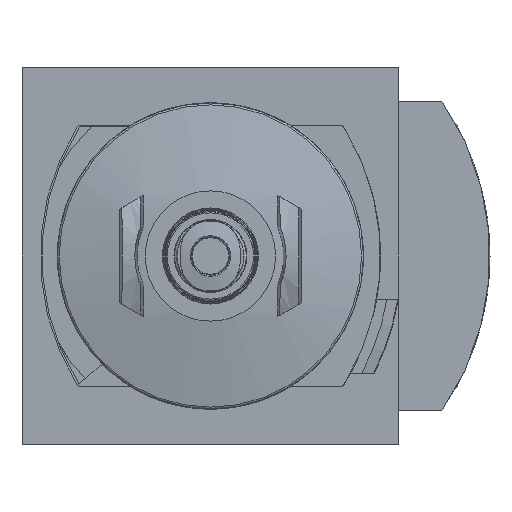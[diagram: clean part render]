
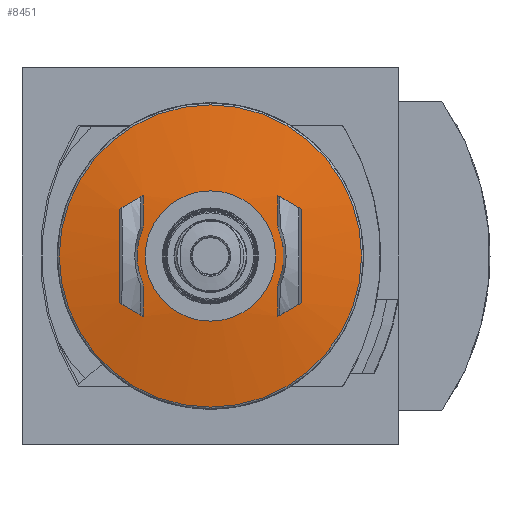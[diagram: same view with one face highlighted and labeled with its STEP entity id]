
A CAD part, front view. The second image highlights one B-rep face of the part: STEP entity #8451.
In plain terms, the highlighted spherical face has radius 108.76 mm.
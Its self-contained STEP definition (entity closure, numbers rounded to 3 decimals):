
#31=SPHERICAL_SURFACE('',#8955,108.76);
#1629=CIRCLE('',#8954,24.871);
#1630=CIRCLE('',#8956,12.055);
#1631=CIRCLE('',#8957,108.372);
#1632=CIRCLE('',#8958,108.117);
#1633=CIRCLE('',#8959,107.834);
#1634=CIRCLE('',#8960,107.453);
#1635=CIRCLE('',#8961,107.834);
#1636=CIRCLE('',#8962,108.117);
#1637=CIRCLE('',#8963,108.372);
#1638=CIRCLE('',#8964,107.834);
#1639=CIRCLE('',#8965,107.453);
#1640=CIRCLE('',#8966,107.834);
#1641=CIRCLE('',#8967,108.117);
#1642=CIRCLE('',#8968,108.372);
#1643=CIRCLE('',#8969,12.055);
#1644=CIRCLE('',#8970,108.372);
#1645=CIRCLE('',#8971,108.117);
#1646=CIRCLE('',#8972,10.724);
#3008=ORIENTED_EDGE('',*,*,#4134,.T.);
#3009=ORIENTED_EDGE('',*,*,#4135,.T.);
#3010=ORIENTED_EDGE('',*,*,#4136,.T.);
#3011=ORIENTED_EDGE('',*,*,#4137,.T.);
#3012=ORIENTED_EDGE('',*,*,#4138,.T.);
#3013=ORIENTED_EDGE('',*,*,#4139,.T.);
#3014=ORIENTED_EDGE('',*,*,#4140,.T.);
#3015=ORIENTED_EDGE('',*,*,#4141,.T.);
#3016=ORIENTED_EDGE('',*,*,#4142,.T.);
#3017=ORIENTED_EDGE('',*,*,#4143,.T.);
#3018=ORIENTED_EDGE('',*,*,#4144,.T.);
#3019=ORIENTED_EDGE('',*,*,#4145,.T.);
#3020=ORIENTED_EDGE('',*,*,#4146,.T.);
#3021=ORIENTED_EDGE('',*,*,#4147,.T.);
#3022=ORIENTED_EDGE('',*,*,#4148,.T.);
#3023=ORIENTED_EDGE('',*,*,#4149,.T.);
#3024=ORIENTED_EDGE('',*,*,#4150,.T.);
#3025=ORIENTED_EDGE('',*,*,#4151,.F.);
#4134=EDGE_CURVE('',#4778,#4778,#1629,.T.);
#4135=EDGE_CURVE('',#4779,#4780,#1630,.F.);
#4136=EDGE_CURVE('',#4780,#4781,#1631,.T.);
#4137=EDGE_CURVE('',#4781,#4782,#1632,.T.);
#4138=EDGE_CURVE('',#4782,#4783,#1633,.T.);
#4139=EDGE_CURVE('',#4783,#4784,#1634,.T.);
#4140=EDGE_CURVE('',#4784,#4785,#1635,.T.);
#4141=EDGE_CURVE('',#4785,#4786,#1636,.T.);
#4142=EDGE_CURVE('',#4786,#4779,#1637,.T.);
#4143=EDGE_CURVE('',#4787,#4788,#1638,.T.);
#4144=EDGE_CURVE('',#4788,#4789,#1639,.T.);
#4145=EDGE_CURVE('',#4789,#4790,#1640,.T.);
#4146=EDGE_CURVE('',#4790,#4791,#1641,.T.);
#4147=EDGE_CURVE('',#4791,#4792,#1642,.T.);
#4148=EDGE_CURVE('',#4792,#4793,#1643,.F.);
#4149=EDGE_CURVE('',#4793,#4794,#1644,.T.);
#4150=EDGE_CURVE('',#4794,#4787,#1645,.T.);
#4151=EDGE_CURVE('',#4795,#4795,#1646,.T.);
#4778=VERTEX_POINT('',#12404);
#4779=VERTEX_POINT('',#12407);
#4780=VERTEX_POINT('',#12408);
#4781=VERTEX_POINT('',#12410);
#4782=VERTEX_POINT('',#12412);
#4783=VERTEX_POINT('',#12414);
#4784=VERTEX_POINT('',#12416);
#4785=VERTEX_POINT('',#12418);
#4786=VERTEX_POINT('',#12420);
#4787=VERTEX_POINT('',#12423);
#4788=VERTEX_POINT('',#12424);
#4789=VERTEX_POINT('',#12426);
#4790=VERTEX_POINT('',#12428);
#4791=VERTEX_POINT('',#12430);
#4792=VERTEX_POINT('',#12432);
#4793=VERTEX_POINT('',#12434);
#4794=VERTEX_POINT('',#12436);
#4795=VERTEX_POINT('',#12439);
#5184=EDGE_LOOP('',(#3008));
#5185=EDGE_LOOP('',(#3009,#3010,#3011,#3012,#3013,#3014,#3015,#3016));
#5186=EDGE_LOOP('',(#3017,#3018,#3019,#3020,#3021,#3022,#3023,#3024));
#5187=EDGE_LOOP('',(#3025));
#5596=FACE_BOUND('',#5184,.T.);
#5597=FACE_BOUND('',#5185,.T.);
#5598=FACE_BOUND('',#5186,.T.);
#5599=FACE_BOUND('',#5187,.T.);
#8451=ADVANCED_FACE('',(#5596,#5597,#5598,#5599),#31,.T.);
#8954=AXIS2_PLACEMENT_3D('',#12403,#10461,#10462);
#8955=AXIS2_PLACEMENT_3D('',#12405,#10463,#10464);
#8956=AXIS2_PLACEMENT_3D('',#12406,#10465,#10466);
#8957=AXIS2_PLACEMENT_3D('',#12409,#10467,#10468);
#8958=AXIS2_PLACEMENT_3D('',#12411,#10469,#10470);
#8959=AXIS2_PLACEMENT_3D('',#12413,#10471,#10472);
#8960=AXIS2_PLACEMENT_3D('',#12415,#10473,#10474);
#8961=AXIS2_PLACEMENT_3D('',#12417,#10475,#10476);
#8962=AXIS2_PLACEMENT_3D('',#12419,#10477,#10478);
#8963=AXIS2_PLACEMENT_3D('',#12421,#10479,#10480);
#8964=AXIS2_PLACEMENT_3D('',#12422,#10481,#10482);
#8965=AXIS2_PLACEMENT_3D('',#12425,#10483,#10484);
#8966=AXIS2_PLACEMENT_3D('',#12427,#10485,#10486);
#8967=AXIS2_PLACEMENT_3D('',#12429,#10487,#10488);
#8968=AXIS2_PLACEMENT_3D('',#12431,#10489,#10490);
#8969=AXIS2_PLACEMENT_3D('',#12433,#10491,#10492);
#8970=AXIS2_PLACEMENT_3D('',#12435,#10493,#10494);
#8971=AXIS2_PLACEMENT_3D('',#12437,#10495,#10496);
#8972=AXIS2_PLACEMENT_3D('',#12438,#10497,#10498);
#10461=DIRECTION('',(0.,-1.,0.));
#10462=DIRECTION('',(0.,0.,-1.));
#10463=DIRECTION('',(0.,-1.,0.));
#10464=DIRECTION('',(1.,0.,0.));
#10465=DIRECTION('',(0.,1.,0.));
#10466=DIRECTION('',(0.,0.,1.));
#10467=DIRECTION('',(-1.,-0.017,0.));
#10468=DIRECTION('',(0.017,-1.,0.));
#10469=DIRECTION('',(0.,-0.017,1.));
#10470=DIRECTION('',(0.,-1.,-0.017));
#10471=DIRECTION('',(0.5,0.,0.866));
#10472=DIRECTION('',(0.866,0.,-0.5));
#10473=DIRECTION('',(1.,-0.017,0.));
#10474=DIRECTION('',(0.017,1.,0.));
#10475=DIRECTION('',(0.5,0.,-0.866));
#10476=DIRECTION('',(-0.866,0.,-0.5));
#10477=DIRECTION('',(0.,-0.017,-1.));
#10478=DIRECTION('',(0.,1.,-0.017));
#10479=DIRECTION('',(-1.,-0.017,0.));
#10480=DIRECTION('',(0.017,-1.,0.));
#10481=DIRECTION('',(-0.5,0.,-0.866));
#10482=DIRECTION('',(-0.866,0.,0.5));
#10483=DIRECTION('',(-1.,-0.017,0.));
#10484=DIRECTION('',(0.017,-1.,0.));
#10485=DIRECTION('',(-0.5,0.,0.866));
#10486=DIRECTION('',(0.866,0.,0.5));
#10487=DIRECTION('',(0.,-0.017,1.));
#10488=DIRECTION('',(0.,-1.,-0.017));
#10489=DIRECTION('',(1.,-0.017,0.));
#10490=DIRECTION('',(0.017,1.,0.));
#10491=DIRECTION('',(0.,1.,0.));
#10492=DIRECTION('',(0.,0.,1.));
#10493=DIRECTION('',(1.,-0.017,0.));
#10494=DIRECTION('',(0.017,1.,0.));
#10495=DIRECTION('',(0.,-0.017,-1.));
#10496=DIRECTION('',(0.,1.,-0.017));
#10497=DIRECTION('',(0.,-1.,0.));
#10498=DIRECTION('',(0.,0.,-1.));
#12403=CARTESIAN_POINT('',(0.,-152.648,0.));
#12404=CARTESIAN_POINT('',(0.,-152.648,-24.871));
#12405=CARTESIAN_POINT('',(0.,-46.77,0.));
#12406=CARTESIAN_POINT('',(0.,-154.86,0.));
#12407=CARTESIAN_POINT('',(11.072,-154.86,-4.767));
#12408=CARTESIAN_POINT('',(11.072,-154.86,4.767));
#12409=CARTESIAN_POINT('',(9.183,-46.61,0.));
#12410=CARTESIAN_POINT('',(11.066,-154.509,9.934));
#12411=CARTESIAN_POINT('',(0.,-46.976,11.811));
#12412=CARTESIAN_POINT('',(11.115,-154.504,9.934));
#12413=CARTESIAN_POINT('',(7.08,-46.77,12.263));
#12414=CARTESIAN_POINT('',(14.939,-154.222,7.726));
#12415=CARTESIAN_POINT('',(16.809,-47.063,0.));
#12416=CARTESIAN_POINT('',(14.939,-154.222,-7.726));
#12417=CARTESIAN_POINT('',(7.08,-46.77,-12.263));
#12418=CARTESIAN_POINT('',(11.115,-154.504,-9.934));
#12419=CARTESIAN_POINT('',(0.,-46.976,-11.811));
#12420=CARTESIAN_POINT('',(11.066,-154.509,-9.934));
#12421=CARTESIAN_POINT('',(9.183,-46.61,0.));
#12422=CARTESIAN_POINT('',(-7.08,-46.77,-12.263));
#12423=CARTESIAN_POINT('',(-11.115,-154.504,-9.934));
#12424=CARTESIAN_POINT('',(-14.939,-154.222,-7.726));
#12425=CARTESIAN_POINT('',(-16.809,-47.063,0.));
#12426=CARTESIAN_POINT('',(-14.939,-154.222,7.726));
#12427=CARTESIAN_POINT('',(-7.08,-46.77,12.263));
#12428=CARTESIAN_POINT('',(-11.115,-154.504,9.934));
#12429=CARTESIAN_POINT('',(0.,-46.976,11.811));
#12430=CARTESIAN_POINT('',(-11.066,-154.509,9.934));
#12431=CARTESIAN_POINT('',(-9.183,-46.61,0.));
#12432=CARTESIAN_POINT('',(-11.072,-154.86,4.767));
#12433=CARTESIAN_POINT('',(0.,-154.86,0.));
#12434=CARTESIAN_POINT('',(-11.072,-154.86,-4.767));
#12435=CARTESIAN_POINT('',(-9.183,-46.61,0.));
#12436=CARTESIAN_POINT('',(-11.066,-154.509,-9.934));
#12437=CARTESIAN_POINT('',(0.,-46.976,-11.811));
#12438=CARTESIAN_POINT('',(0.,-155.,0.));
#12439=CARTESIAN_POINT('',(0.,-155.,-10.724));
